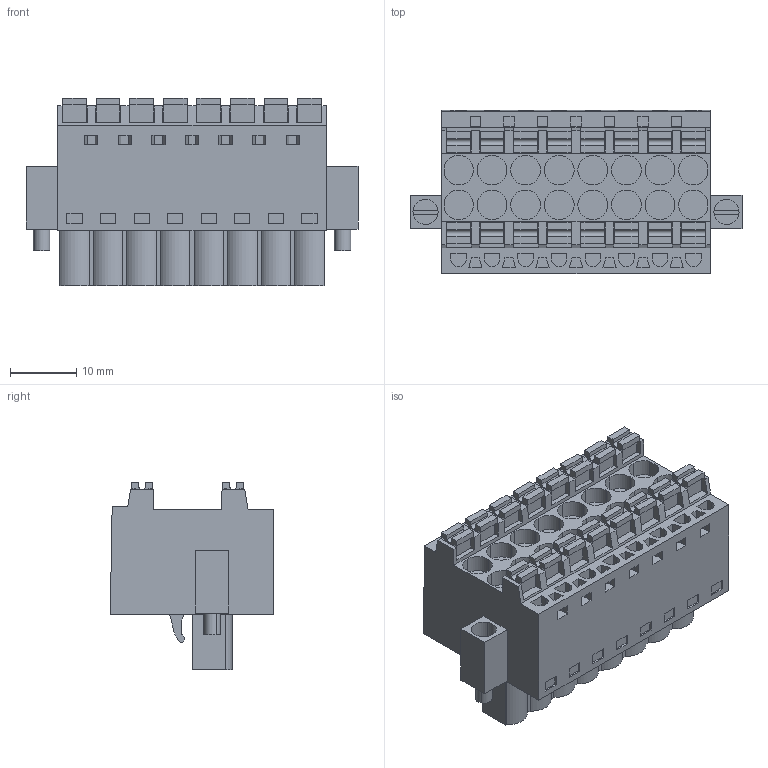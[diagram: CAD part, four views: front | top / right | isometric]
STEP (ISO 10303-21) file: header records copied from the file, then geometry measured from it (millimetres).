
FILE_DESCRIPTION(('CATIA V5 STEP Exchange','CAx-IF Rec.Pracs.--- Model Styling and Organization---1.4--- 2014-01-23'),'2;1');
FILE_NAME ('D1446229_0_1001000000_1001000000.stp','2017-09-09T07:53:07+00:00',('none'),('Weidmueller'),'CATIA Version 5-6 Release 2016','CATIA V5 STEP AP214','none');
FILE_SCHEMA(('AUTOMOTIVE_DESIGN { 1 0 10303 214 1 1 1 1 }'));
Length unit declared in the file: millimetre
Products named in the file (1): 1001000000
Bounding box: 50.26 x 24.75 x 28.33 mm (x, y, z)
Volume: 17668.8 mm3; surface area: 8727.3 mm2
Topology: 19 solids, 19 shells, 891 faces, 2470 edges, 1688 vertices
Faces by surface type: plane 755, cylinder 136
Entity records: 25854 total; most frequent: ORIENTED_EDGE 4940, CARTESIAN_POINT 4600, DIRECTION 3352, EDGE_CURVE 2470, VECTOR 2190, LINE 2190, VERTEX_POINT 1688, EDGE_LOOP 994
